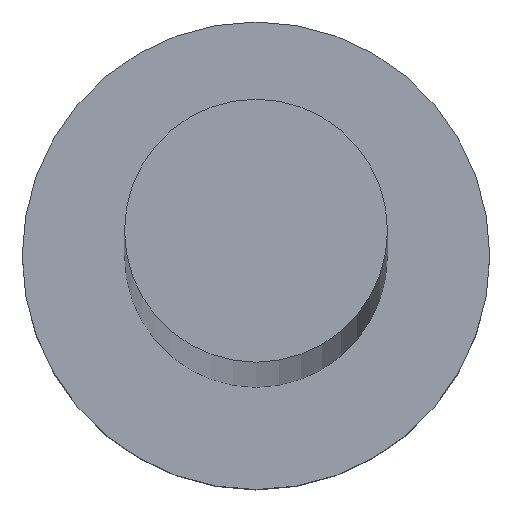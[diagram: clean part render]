
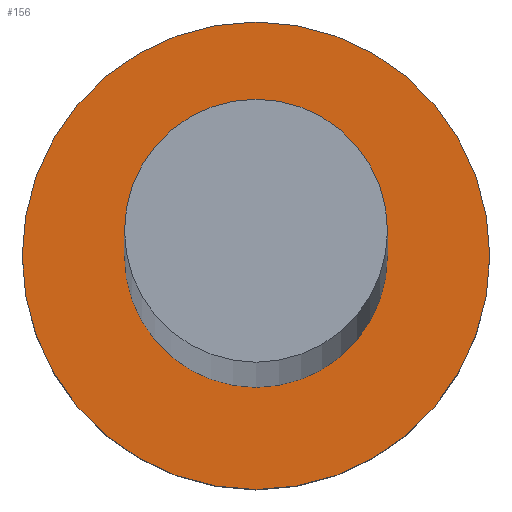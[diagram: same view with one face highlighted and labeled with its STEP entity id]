
A CAD part, top view. The second image highlights one B-rep face of the part: STEP entity #156.
In plain terms, the highlighted planar face has unit normal (0, 0, 1).
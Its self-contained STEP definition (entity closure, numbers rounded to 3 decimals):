
#4 = FACE_BOUND ( 'NONE', #235, .T. ) ;
#11 = DIRECTION ( 'NONE',  ( 0., 0., 1. ) ) ;
#16 = CIRCLE ( 'NONE', #187, 2.25 ) ;
#18 = VERTEX_POINT ( 'NONE', #127 ) ;
#33 = VERTEX_POINT ( 'NONE', #145 ) ;
#34 = EDGE_LOOP ( 'NONE', ( #135, #63 ) ) ;
#37 = DIRECTION ( 'NONE',  ( 1., 0., 0. ) ) ;
#40 = EDGE_CURVE ( 'NONE', #151, #33, #212, .T. ) ;
#41 = CARTESIAN_POINT ( 'NONE',  ( -4., 0., 4. ) ) ;
#47 = ORIENTED_EDGE ( 'NONE', *, *, #225, .F. ) ;
#49 = EDGE_CURVE ( 'NONE', #18, #164, #100, .T. ) ;
#51 = AXIS2_PLACEMENT_3D ( 'NONE', #237, #82, #37 ) ;
#56 = AXIS2_PLACEMENT_3D ( 'NONE', #249, #74, #149 ) ;
#57 = EDGE_CURVE ( 'NONE', #33, #151, #203, .T. ) ;
#63 = ORIENTED_EDGE ( 'NONE', *, *, #57, .T. ) ;
#64 = CARTESIAN_POINT ( 'NONE',  ( 0., 0., 4. ) ) ;
#74 = DIRECTION ( 'NONE',  ( 0., 0., 1. ) ) ;
#82 = DIRECTION ( 'NONE',  ( 0., 0., 1. ) ) ;
#100 = CIRCLE ( 'NONE', #56, 2.25 ) ;
#112 = ORIENTED_EDGE ( 'NONE', *, *, #49, .F. ) ;
#121 = DIRECTION ( 'NONE',  ( 0., 0., 1. ) ) ;
#127 = CARTESIAN_POINT ( 'NONE',  ( 2.25, 0., 4. ) ) ;
#129 = CARTESIAN_POINT ( 'NONE',  ( 0., 0., 4. ) ) ;
#135 = ORIENTED_EDGE ( 'NONE', *, *, #40, .T. ) ;
#136 = DIRECTION ( 'NONE',  ( 1., 0., 0. ) ) ;
#145 = CARTESIAN_POINT ( 'NONE',  ( 4., 0., 4. ) ) ;
#149 = DIRECTION ( 'NONE',  ( 1., 0., 0. ) ) ;
#151 = VERTEX_POINT ( 'NONE', #41 ) ;
#154 = AXIS2_PLACEMENT_3D ( 'NONE', #182, #121, #204 ) ;
#155 = PLANE ( 'NONE',  #51 ) ;
#156 = ADVANCED_FACE ( 'NONE', ( #4, #158 ), #155, .T. ) ;
#158 = FACE_OUTER_BOUND ( 'NONE', #34, .T. ) ;
#164 = VERTEX_POINT ( 'NONE', #178 ) ;
#165 = AXIS2_PLACEMENT_3D ( 'NONE', #129, #11, #171 ) ;
#171 = DIRECTION ( 'NONE',  ( 1., 0., 0. ) ) ;
#178 = CARTESIAN_POINT ( 'NONE',  ( -2.25, 0., 4. ) ) ;
#182 = CARTESIAN_POINT ( 'NONE',  ( 0., 0., 4. ) ) ;
#187 = AXIS2_PLACEMENT_3D ( 'NONE', #64, #201, #136 ) ;
#201 = DIRECTION ( 'NONE',  ( 0., 0., 1. ) ) ;
#203 = CIRCLE ( 'NONE', #154, 4. ) ;
#204 = DIRECTION ( 'NONE',  ( 1., 0., 0. ) ) ;
#212 = CIRCLE ( 'NONE', #165, 4. ) ;
#225 = EDGE_CURVE ( 'NONE', #164, #18, #16, .T. ) ;
#235 = EDGE_LOOP ( 'NONE', ( #47, #112 ) ) ;
#237 = CARTESIAN_POINT ( 'NONE',  ( 0., 0., 4. ) ) ;
#249 = CARTESIAN_POINT ( 'NONE',  ( 0., 0., 4. ) ) ;
